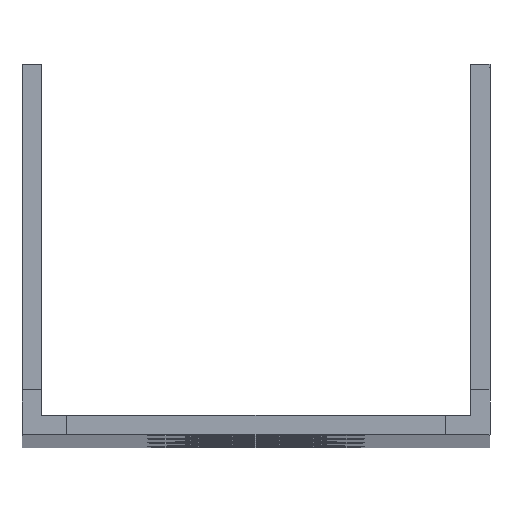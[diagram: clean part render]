
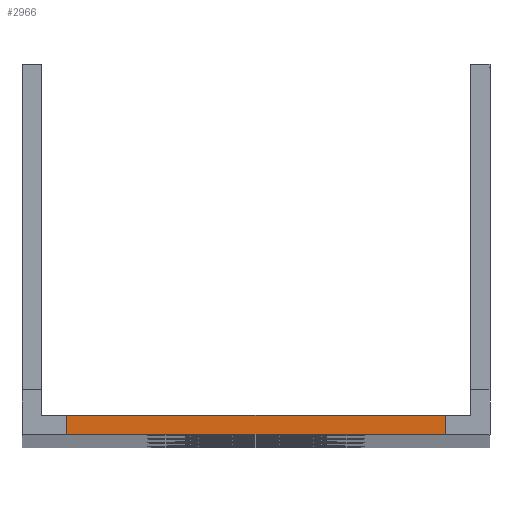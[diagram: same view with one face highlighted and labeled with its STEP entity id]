
A CAD part, top view. The second image highlights one B-rep face of the part: STEP entity #2966.
In plain terms, the highlighted planar face has unit normal (0, 0, 1).
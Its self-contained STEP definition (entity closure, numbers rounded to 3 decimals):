
#381=FACE_OUTER_BOUND('',#599,.T.);
#599=EDGE_LOOP('',(#2192,#2193,#2194,#2195));
#775=LINE('',#4278,#1023);
#834=LINE('',#4556,#1082);
#880=LINE('',#4727,#1128);
#882=LINE('',#4730,#1130);
#1023=VECTOR('',#3427,10.);
#1082=VECTOR('',#3654,10.);
#1128=VECTOR('',#3782,10.);
#1130=VECTOR('',#3786,10.);
#1271=VERTEX_POINT('',#4275);
#1272=VERTEX_POINT('',#4277);
#1406=VERTEX_POINT('',#4553);
#1407=VERTEX_POINT('',#4555);
#1543=EDGE_CURVE('',#1271,#1272,#775,.T.);
#1682=EDGE_CURVE('',#1407,#1406,#834,.T.);
#1768=EDGE_CURVE('',#1271,#1407,#880,.T.);
#1770=EDGE_CURVE('',#1406,#1272,#882,.T.);
#2192=ORIENTED_EDGE('',*,*,#1770,.T.);
#2193=ORIENTED_EDGE('',*,*,#1543,.F.);
#2194=ORIENTED_EDGE('',*,*,#1768,.T.);
#2195=ORIENTED_EDGE('',*,*,#1682,.T.);
#2769=PLANE('',#3247);
#2966=ADVANCED_FACE('',(#381),#2769,.F.);
#3247=AXIS2_PLACEMENT_3D('',#4734,#3789,#3790);
#3427=DIRECTION('',(-1.,0.,0.));
#3654=DIRECTION('',(-1.,0.,0.));
#3782=DIRECTION('',(0.,1.,0.));
#3786=DIRECTION('',(0.,-1.,0.));
#3789=DIRECTION('center_axis',(0.,0.,
-1.));
#3790=DIRECTION('ref_axis',(-1.,0.,0.));
#4275=CARTESIAN_POINT('',(-29.679,0.,0.));
#4277=CARTESIAN_POINT('',(-59.321,0.,0.));
#4278=CARTESIAN_POINT('',(0.,0.,0.));
#4553=CARTESIAN_POINT('',(-59.321,1.5,0.));
#4555=CARTESIAN_POINT('',(-29.679,1.5,0.));
#4556=CARTESIAN_POINT('',(0.,1.5,0.));
#4727=CARTESIAN_POINT('',(-29.679,0.75,0.));
#4730=CARTESIAN_POINT('',(-59.321,0.75,0.));
#4734=CARTESIAN_POINT('Origin',(-23.429,3.5,0.));
